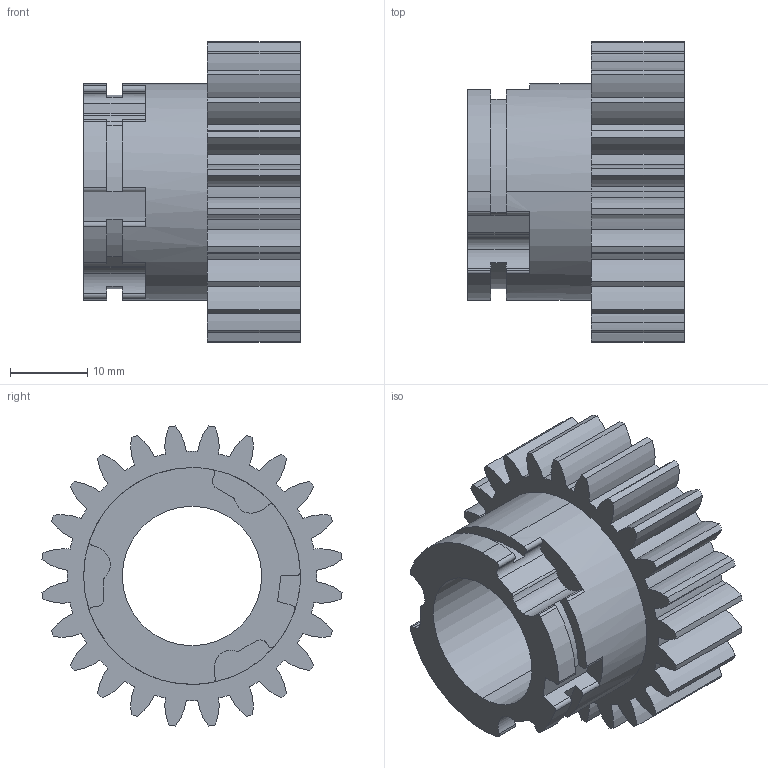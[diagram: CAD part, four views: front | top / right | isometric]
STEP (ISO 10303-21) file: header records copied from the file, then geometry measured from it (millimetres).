
FILE_DESCRIPTION (( 'STEP AP214' ), '1' );
FILE_NAME ('2 Roue Libre + Engrenage Planétaire.STEP', '2021-01-16T08:54:50', ( '' ), ( '' ), 'SwSTEP 2.0', 'SolidWorks 2019', '' );
FILE_SCHEMA (( 'AUTOMOTIVE_DESIGN' ));
Length unit declared in the file: millimetre
Products named in the file (1): 2 Roue Libre + Engrenage Planétaire
Bounding box: 28 x 38.77 x 38.77 mm (x, y, z)
Volume: 13855.5 mm3; surface area: 9547 mm2
Topology: 2 solids, 2 shells, 183 faces, 534 edges, 356 vertices
Faces by surface type: cylinder 154, plane 29
Entity records: 6307 total; most frequent: DIRECTION 1230, CARTESIAN_POINT 1074, ORIENTED_EDGE 1068, EDGE_CURVE 534, AXIS2_PLACEMENT_3D 512, VERTEX_POINT 356, CIRCLE 328, VECTOR 206
